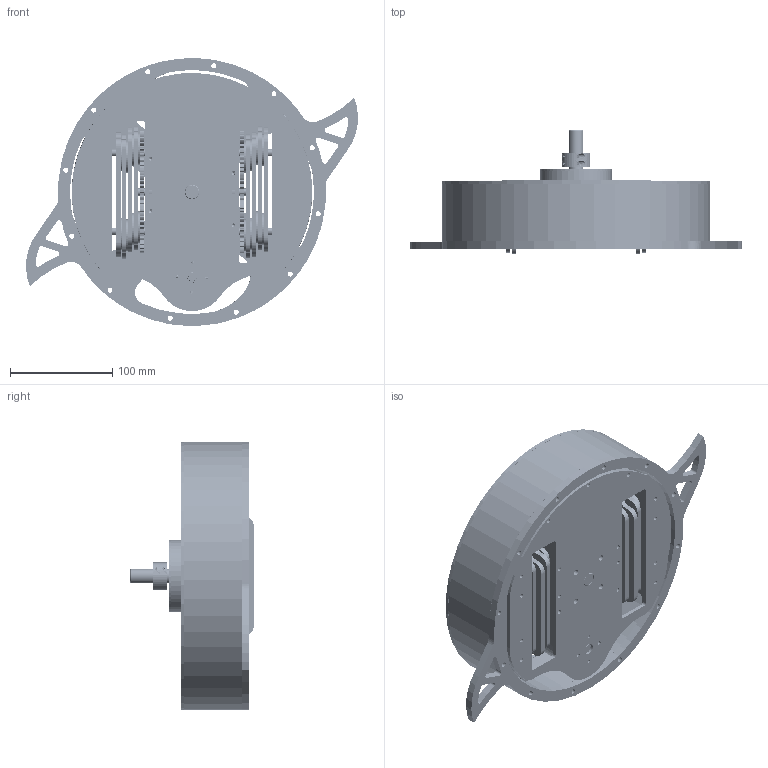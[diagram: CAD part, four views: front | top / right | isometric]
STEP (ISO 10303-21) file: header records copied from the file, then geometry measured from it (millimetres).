
FILE_DESCRIPTION(('FreeCAD Model'),'2;1');
FILE_NAME('Open CASCADE Shape Model','2025-05-03T00:17:47',('FreeCAD'),( 'FreeCAD'),'Open CASCADE STEP processor 7.6','FreeCAD','Unknown');
FILE_SCHEMA(('AUTOMOTIVE_DESIGN { 1 0 10303 214 1 1 1 1 }'));
Products named in the file (1): Open CASCADE STEP translator 7.6 1
Bounding box: 324.1 x 120.94 x 261.55 mm (x, y, z)
Volume: 1544323.8 mm3; surface area: 783733.8 mm2
Topology: 160 solids, 160 shells, 6780 faces, 18469 edges, 11910 vertices
Faces by surface type: bspline 6780
Entity records: 244799 total; most frequent: CARTESIAN_POINT 144933, ORIENTED_EDGE 36318, EDGE_CURVE 18159, VERTEX_POINT 11901, FACE_BOUND 8542, EDGE_LOOP 8542, B_SPLINE_CURVE_WITH_KNOTS 8022, ADVANCED_FACE 6780
